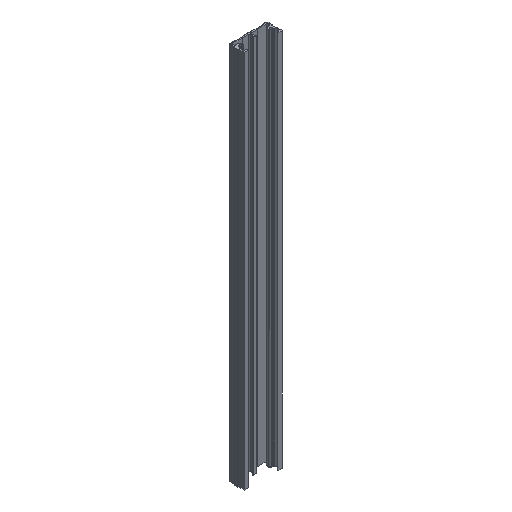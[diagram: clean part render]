
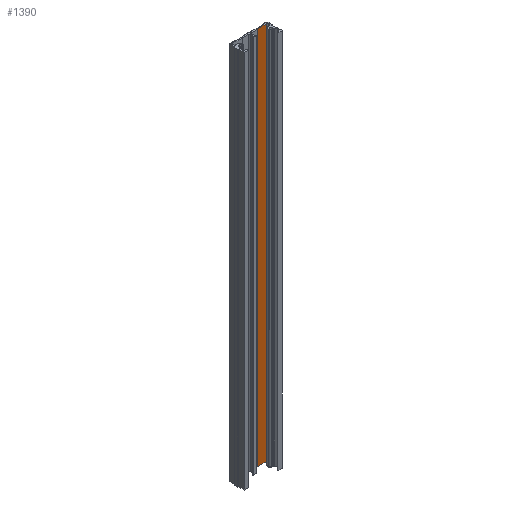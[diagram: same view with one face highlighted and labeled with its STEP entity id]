
A CAD part, isometric view. The second image highlights one B-rep face of the part: STEP entity #1390.
In plain terms, the highlighted planar face has unit normal (0.033, -1, 0).
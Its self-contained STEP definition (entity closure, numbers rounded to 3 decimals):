
#147 = CARTESIAN_POINT ( 'NONE',  ( 20., -3.1, -1000. ) ) ;
#165 = PLANE ( 'NONE',  #2880 ) ;
#248 = EDGE_CURVE ( 'NONE', #2314, #1887, #2620, .T. ) ;
#293 = CARTESIAN_POINT ( 'NONE',  ( 44.302, -2.302, 0. ) ) ;
#593 = VECTOR ( 'NONE', #2144, 1000. ) ;
#677 = DIRECTION ( 'NONE',  ( 0., 0., 1. ) ) ;
#801 = ORIENTED_EDGE ( 'NONE', *, *, #3639, .F. ) ;
#940 = EDGE_CURVE ( 'NONE', #1887, #4608, #2499, .T. ) ;
#1189 = ORIENTED_EDGE ( 'NONE', *, *, #3553, .F. ) ;
#1390 = ADVANCED_FACE ( 'NONE', ( #4452 ), #165, .T. ) ;
#1420 = ORIENTED_EDGE ( 'NONE', *, *, #248, .T. ) ;
#1611 = DIRECTION ( 'NONE',  ( -0.999, -0.033, 0. ) ) ;
#1709 = CARTESIAN_POINT ( 'NONE',  ( 44.302, -2.302, 0. ) ) ;
#1745 = CARTESIAN_POINT ( 'NONE',  ( 20., -3.1, 0. ) ) ;
#1762 = VECTOR ( 'NONE', #2557, 1000. ) ;
#1887 = VERTEX_POINT ( 'NONE', #1709 ) ;
#1984 = LINE ( 'NONE', #4003, #2713 ) ;
#2144 = DIRECTION ( 'NONE',  ( -0.999, -0.033, 0. ) ) ;
#2314 = VERTEX_POINT ( 'NONE', #3005 ) ;
#2499 = LINE ( 'NONE', #1745, #593 ) ;
#2525 = VECTOR ( 'NONE', #677, 1000. ) ;
#2557 = DIRECTION ( 'NONE',  ( -0.999, -0.033, 0. ) ) ;
#2620 = LINE ( 'NONE', #293, #2525 ) ;
#2713 = VECTOR ( 'NONE', #3990, 1000. ) ;
#2851 = EDGE_LOOP ( 'NONE', ( #801, #1420, #4478, #1189 ) ) ;
#2880 = AXIS2_PLACEMENT_3D ( 'NONE', #147, #4483, #1611 ) ;
#2882 = CARTESIAN_POINT ( 'NONE',  ( 20., -3.1, -1000. ) ) ;
#3005 = CARTESIAN_POINT ( 'NONE',  ( 44.302, -2.302, -1000. ) ) ;
#3236 = CARTESIAN_POINT ( 'NONE',  ( 20., -3.1, -1000. ) ) ;
#3413 = CARTESIAN_POINT ( 'NONE',  ( 20., -3.1, 0. ) ) ;
#3553 = EDGE_CURVE ( 'NONE', #4311, #4608, #1984, .T. ) ;
#3639 = EDGE_CURVE ( 'NONE', #2314, #4311, #4252, .T. ) ;
#3990 = DIRECTION ( 'NONE',  ( 0., 0., 1. ) ) ;
#4003 = CARTESIAN_POINT ( 'NONE',  ( 20., -3.1, -1000. ) ) ;
#4252 = LINE ( 'NONE', #2882, #1762 ) ;
#4311 = VERTEX_POINT ( 'NONE', #3236 ) ;
#4452 = FACE_OUTER_BOUND ( 'NONE', #2851, .T. ) ;
#4478 = ORIENTED_EDGE ( 'NONE', *, *, #940, .T. ) ;
#4483 = DIRECTION ( 'NONE',  ( 0.033, -0.999, 0. ) ) ;
#4608 = VERTEX_POINT ( 'NONE', #3413 ) ;
